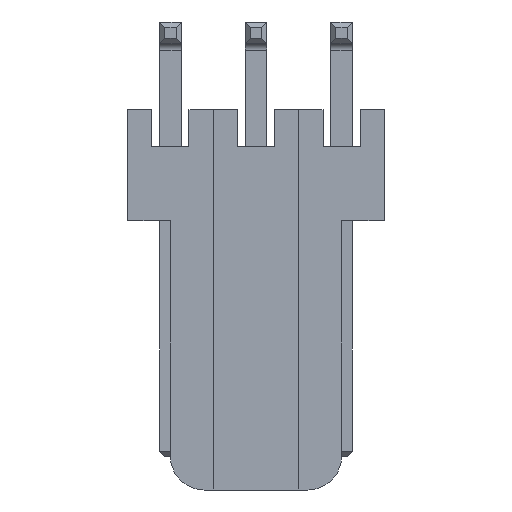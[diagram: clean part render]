
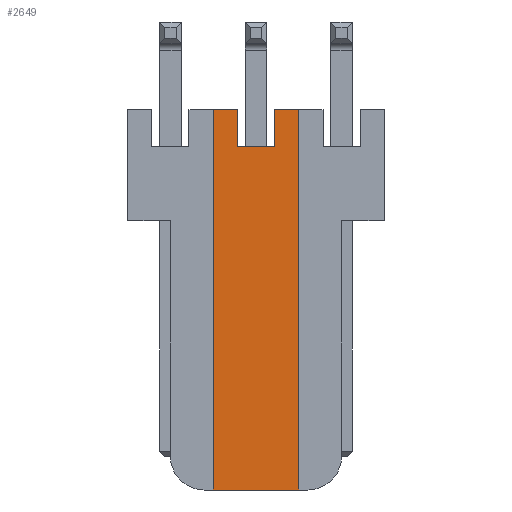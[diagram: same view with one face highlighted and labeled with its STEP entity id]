
A CAD part, front view. The second image highlights one B-rep face of the part: STEP entity #2649.
In plain terms, the highlighted planar face has unit normal (0, -1, 0).
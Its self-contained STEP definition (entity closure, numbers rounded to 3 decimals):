
#8 = EDGE_LOOP ( 'NONE', ( #4932, #2401, #3611, #3699, #721, #5018, #3443, #2219 ) ) ;
#9 = CARTESIAN_POINT ( 'NONE',  ( -2.54, 0., -11.3 ) ) ;
#176 = FACE_OUTER_BOUND ( 'NONE', #8, .T. ) ;
#219 = VERTEX_POINT ( 'NONE', #1814 ) ;
#284 = VERTEX_POINT ( 'NONE', #3417 ) ;
#357 = VERTEX_POINT ( 'NONE', #2805 ) ;
#370 = DIRECTION ( 'NONE',  ( 1., 0., 0. ) ) ;
#420 = VECTOR ( 'NONE', #961, 1000. ) ;
#680 = VECTOR ( 'NONE', #944, 1000. ) ;
#702 = LINE ( 'NONE', #1588, #4457 ) ;
#721 = ORIENTED_EDGE ( 'NONE', *, *, #4439, .F. ) ;
#748 = VECTOR ( 'NONE', #3362, 1000. ) ;
#944 = DIRECTION ( 'NONE',  ( 0., 0., -1. ) ) ;
#956 = CARTESIAN_POINT ( 'NONE',  ( -1.82, 0., 0. ) ) ;
#961 = DIRECTION ( 'NONE',  ( 0., 0., 1. ) ) ;
#993 = LINE ( 'NONE', #4882, #680 ) ;
#1176 = CARTESIAN_POINT ( 'NONE',  ( 0., 0., 0. ) ) ;
#1274 = LINE ( 'NONE', #2623, #5096 ) ;
#1284 = CARTESIAN_POINT ( 'NONE',  ( -1.82, 0., 0. ) ) ;
#1525 = EDGE_CURVE ( 'NONE', #219, #3524, #1274, .T. ) ;
#1529 = VECTOR ( 'NONE', #4435, 1000. ) ;
#1558 = LINE ( 'NONE', #1770, #420 ) ;
#1562 = CARTESIAN_POINT ( 'NONE',  ( -1.82, 0., -1.1 ) ) ;
#1588 = CARTESIAN_POINT ( 'NONE',  ( -1.82, 0., -1.1 ) ) ;
#1726 = DIRECTION ( 'NONE',  ( 1., 0., 0. ) ) ;
#1770 = CARTESIAN_POINT ( 'NONE',  ( -2.54, 0., 0. ) ) ;
#1814 = CARTESIAN_POINT ( 'NONE',  ( -0.72, 0., 0. ) ) ;
#1906 = PLANE ( 'NONE',  #3800 ) ;
#1949 = LINE ( 'NONE', #9, #1529 ) ;
#2004 = LINE ( 'NONE', #956, #2250 ) ;
#2045 = VERTEX_POINT ( 'NONE', #2741 ) ;
#2046 = EDGE_CURVE ( 'NONE', #3524, #4258, #2880, .T. ) ;
#2169 = DIRECTION ( 'NONE',  ( 1., 0., 0. ) ) ;
#2219 = ORIENTED_EDGE ( 'NONE', *, *, #3610, .F. ) ;
#2250 = VECTOR ( 'NONE', #1726, 1000. ) ;
#2401 = ORIENTED_EDGE ( 'NONE', *, *, #1525, .F. ) ;
#2484 = CARTESIAN_POINT ( 'NONE',  ( 0., 0., 0. ) ) ;
#2623 = CARTESIAN_POINT ( 'NONE',  ( 0., 0., 0. ) ) ;
#2649 = ADVANCED_FACE ( 'NONE', ( #176 ), #1906, .F. ) ;
#2729 = CARTESIAN_POINT ( 'NONE',  ( -0.72, 0., -1.1 ) ) ;
#2741 = CARTESIAN_POINT ( 'NONE',  ( -2.54, 0., -11.3 ) ) ;
#2805 = CARTESIAN_POINT ( 'NONE',  ( -0.72, 0., -1.1 ) ) ;
#2880 = LINE ( 'NONE', #2484, #748 ) ;
#3169 = EDGE_CURVE ( 'NONE', #2045, #284, #1558, .T. ) ;
#3362 = DIRECTION ( 'NONE',  ( 0., 0., -1. ) ) ;
#3417 = CARTESIAN_POINT ( 'NONE',  ( -2.54, 0., 0. ) ) ;
#3443 = ORIENTED_EDGE ( 'NONE', *, *, #3169, .F. ) ;
#3449 = LINE ( 'NONE', #2729, #3765 ) ;
#3524 = VERTEX_POINT ( 'NONE', #1176 ) ;
#3577 = CARTESIAN_POINT ( 'NONE',  ( 0., 0., -11.3 ) ) ;
#3610 = EDGE_CURVE ( 'NONE', #4258, #2045, #1949, .T. ) ;
#3611 = ORIENTED_EDGE ( 'NONE', *, *, #4033, .F. ) ;
#3699 = ORIENTED_EDGE ( 'NONE', *, *, #5069, .F. ) ;
#3765 = VECTOR ( 'NONE', #4861, 1000. ) ;
#3777 = EDGE_CURVE ( 'NONE', #284, #4784, #2004, .T. ) ;
#3800 = AXIS2_PLACEMENT_3D ( 'NONE', #5118, #5148, #4741 ) ;
#4033 = EDGE_CURVE ( 'NONE', #357, #219, #3449, .T. ) ;
#4258 = VERTEX_POINT ( 'NONE', #3577 ) ;
#4435 = DIRECTION ( 'NONE',  ( -1., 0., 0. ) ) ;
#4439 = EDGE_CURVE ( 'NONE', #4784, #4742, #993, .T. ) ;
#4457 = VECTOR ( 'NONE', #370, 1000. ) ;
#4741 = DIRECTION ( 'NONE',  ( 0., 0., 1. ) ) ;
#4742 = VERTEX_POINT ( 'NONE', #1562 ) ;
#4784 = VERTEX_POINT ( 'NONE', #1284 ) ;
#4861 = DIRECTION ( 'NONE',  ( 0., 0., 1. ) ) ;
#4882 = CARTESIAN_POINT ( 'NONE',  ( -1.82, 0., -1.1 ) ) ;
#4932 = ORIENTED_EDGE ( 'NONE', *, *, #2046, .F. ) ;
#5018 = ORIENTED_EDGE ( 'NONE', *, *, #3777, .F. ) ;
#5069 = EDGE_CURVE ( 'NONE', #4742, #357, #702, .T. ) ;
#5096 = VECTOR ( 'NONE', #2169, 1000. ) ;
#5118 = CARTESIAN_POINT ( 'NONE',  ( 0., 0., 0. ) ) ;
#5148 = DIRECTION ( 'NONE',  ( 0., 1., 0. ) ) ;
